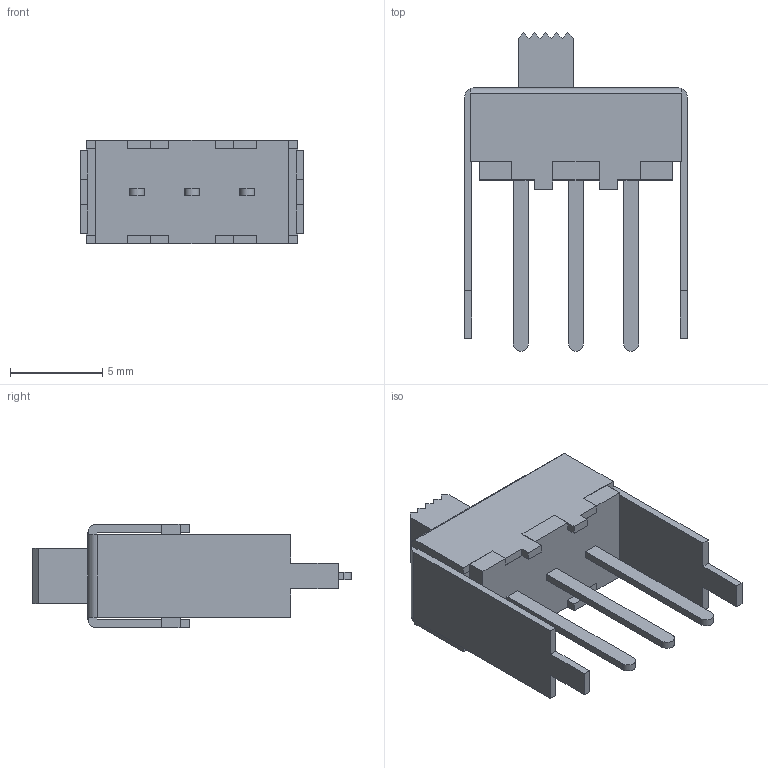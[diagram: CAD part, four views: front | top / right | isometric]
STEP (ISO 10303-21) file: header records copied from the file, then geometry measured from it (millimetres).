
FILE_DESCRIPTION (( 'STEP AP214' ), '1' );
FILE_NAME ('Same_Sky_SLW-121456-3A-N-D.step', '2025-01-07T19:00:08', ( '' ), ( '' ), 'SwSTEP 2.0', 'SolidWorks 2024', '' );
FILE_SCHEMA (( 'AUTOMOTIVE_DESIGN' ));
Length unit declared in the file: inch
Products named in the file (1): Same_Sky_SLW-121456-3A-N-D
Bounding box: 12.1 x 17.3 x 5.6 mm (x, y, z)
Volume: 198.8 mm3; surface area: 825.7 mm2
Topology: 2 solids, 2 shells, 114 faces, 315 edges, 210 vertices
Faces by surface type: plane 107, cylinder 7
Entity records: 3611 total; most frequent: CARTESIAN_POINT 652, ORIENTED_EDGE 630, DIRECTION 555, EDGE_CURVE 315, LINE 297, VECTOR 297, VERTEX_POINT 210, AXIS2_PLACEMENT_3D 129
